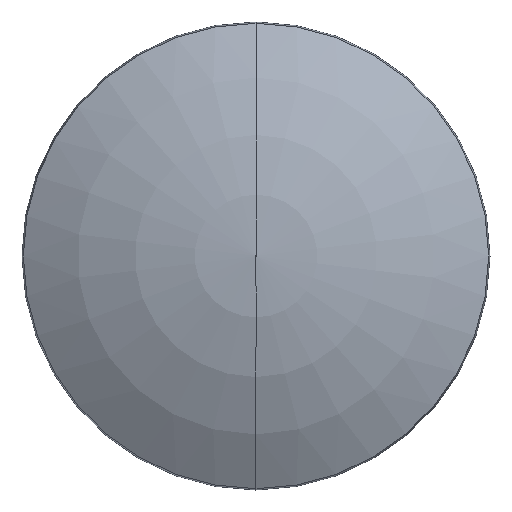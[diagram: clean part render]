
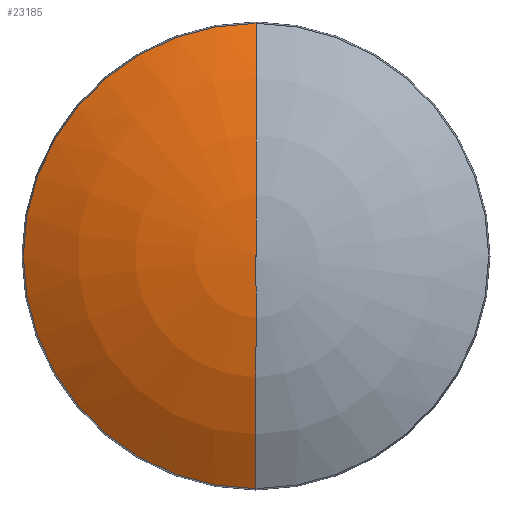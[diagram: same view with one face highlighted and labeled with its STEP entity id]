
A CAD part, left-side view. The second image highlights one B-rep face of the part: STEP entity #23185.
In plain terms, the highlighted toroidal (fillet/blend) face has major radius 0.013 mm and minor radius 11.303 mm.
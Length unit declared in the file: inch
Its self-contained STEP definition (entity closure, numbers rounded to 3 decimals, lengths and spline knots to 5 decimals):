
#370 = EDGE_CURVE ( 'NONE', #5629, #15058, #15102, .T. ) ;
#687 = TOROIDAL_SURFACE ( 'NONE', #5176, 0.0005, 0.445 ) ;
#1155 = VERTEX_POINT ( 'NONE', #12136 ) ;
#1200 = DIRECTION ( 'NONE',  ( -1., 0., 0. ) ) ;
#1539 = DIRECTION ( 'NONE',  ( 0., -1., 0. ) ) ;
#2362 = ORIENTED_EDGE ( 'NONE', *, *, #23297, .F. ) ;
#3422 = FACE_OUTER_BOUND ( 'NONE', #25287, .T. ) ;
#4027 = DIRECTION ( 'NONE',  ( 0., 1., 0. ) ) ;
#5176 = AXIS2_PLACEMENT_3D ( 'NONE', #13023, #16831, #10841 ) ;
#5367 = DIRECTION ( 'NONE',  ( 0., 0., -1. ) ) ;
#5629 = VERTEX_POINT ( 'NONE', #14854 ) ;
#5780 = CARTESIAN_POINT ( 'NONE',  ( 0.34, 0., -0.0005 ) ) ;
#5978 = CIRCLE ( 'NONE', #15057, 0.23223 ) ;
#6446 = CARTESIAN_POINT ( 'NONE',  ( -0.105, 0., 0.0005 ) ) ;
#6926 = DIRECTION ( 'NONE',  ( 0., 0., 1. ) ) ;
#7371 = DIRECTION ( 'NONE',  ( 0., 0., 1. ) ) ;
#8186 = CARTESIAN_POINT ( 'NONE',  ( -0.105, 0., -0.0005 ) ) ;
#8619 = EDGE_CURVE ( 'NONE', #1155, #5629, #5978, .T. ) ;
#9766 = ORIENTED_EDGE ( 'NONE', *, *, #370, .T. ) ;
#9995 = AXIS2_PLACEMENT_3D ( 'NONE', #23453, #1539, #5367 ) ;
#10841 = DIRECTION ( 'NONE',  ( 0., 0., 1. ) ) ;
#10983 = CARTESIAN_POINT ( 'NONE',  ( -0.105, 0., 0. ) ) ;
#12136 = CARTESIAN_POINT ( 'NONE',  ( -0.0399, 0., 0.23223 ) ) ;
#12882 = CIRCLE ( 'NONE', #23288, 0.0005 ) ;
#13023 = CARTESIAN_POINT ( 'NONE',  ( 0.34, 0., 0. ) ) ;
#14637 = CIRCLE ( 'NONE', #9995, 0.445 ) ;
#14854 = CARTESIAN_POINT ( 'NONE',  ( -0.0399, 0., -0.23223 ) ) ;
#15057 = AXIS2_PLACEMENT_3D ( 'NONE', #20860, #16979, #6926 ) ;
#15058 = VERTEX_POINT ( 'NONE', #8186 ) ;
#15102 = CIRCLE ( 'NONE', #19981, 0.445 ) ;
#15670 = DIRECTION ( 'NONE',  ( 0., 0., 1. ) ) ;
#16831 = DIRECTION ( 'NONE',  ( -1., 0., 0. ) ) ;
#16979 = DIRECTION ( 'NONE',  ( -1., 0., 0. ) ) ;
#19981 = AXIS2_PLACEMENT_3D ( 'NONE', #5780, #4027, #15670 ) ;
#20559 = VERTEX_POINT ( 'NONE', #6446 ) ;
#20860 = CARTESIAN_POINT ( 'NONE',  ( -0.0399, 0., 0. ) ) ;
#21110 = ORIENTED_EDGE ( 'NONE', *, *, #24853, .F. ) ;
#22921 = ORIENTED_EDGE ( 'NONE', *, *, #8619, .T. ) ;
#23185 = ADVANCED_FACE ( 'NONE', ( #3422 ), #687, .T. ) ;
#23288 = AXIS2_PLACEMENT_3D ( 'NONE', #10983, #1200, #7371 ) ;
#23297 = EDGE_CURVE ( 'NONE', #1155, #20559, #14637, .T. ) ;
#23453 = CARTESIAN_POINT ( 'NONE',  ( 0.34, 0., 0.0005 ) ) ;
#24853 = EDGE_CURVE ( 'NONE', #20559, #15058, #12882, .T. ) ;
#25287 = EDGE_LOOP ( 'NONE', ( #22921, #9766, #21110, #2362 ) ) ;
